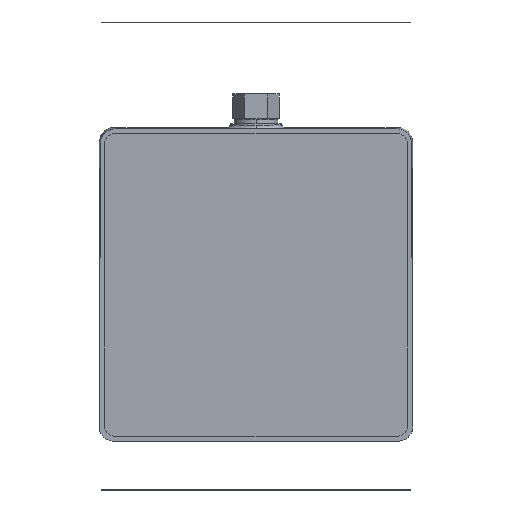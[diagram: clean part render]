
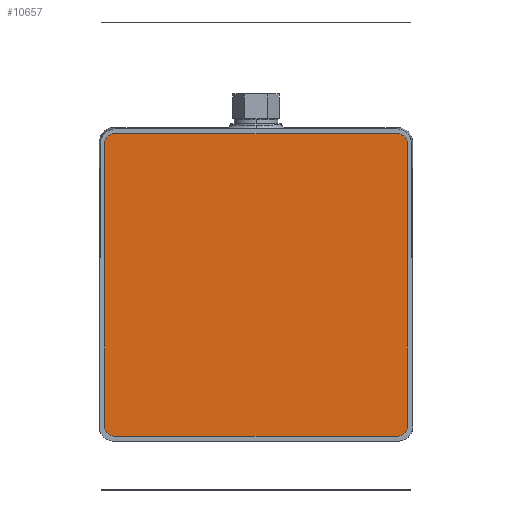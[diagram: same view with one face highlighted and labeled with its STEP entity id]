
A CAD part, front view. The second image highlights one B-rep face of the part: STEP entity #10657.
In plain terms, the highlighted planar face has unit normal (0, -1, 0).
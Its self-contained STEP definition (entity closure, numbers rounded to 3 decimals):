
#464 = DIRECTION ( 'NONE',  ( 0., 1., 0. ) ) ;
#485 = LINE ( 'NONE', #9413, #16585 ) ;
#695 = CIRCLE ( 'NONE', #23368, 5. ) ;
#1152 = DIRECTION ( 'NONE',  ( 0., 1., 0. ) ) ;
#1716 = ORIENTED_EDGE ( 'NONE', *, *, #1773, .F. ) ;
#1773 = EDGE_CURVE ( 'NONE', #17013, #16369, #19911, .T. ) ;
#3043 = AXIS2_PLACEMENT_3D ( 'NONE', #4328, #18393, #6355 ) ;
#3777 = CARTESIAN_POINT ( 'NONE',  ( 83., -15., 6.584 ) ) ;
#4187 = ORIENTED_EDGE ( 'NONE', *, *, #22752, .F. ) ;
#4328 = CARTESIAN_POINT ( 'NONE',  ( -78., -15., 6.584 ) ) ;
#4538 = LINE ( 'NONE', #7908, #15250 ) ;
#4942 = VERTEX_POINT ( 'NONE', #16804 ) ;
#5006 = CARTESIAN_POINT ( 'NONE',  ( 78., -15., 167.584 ) ) ;
#5561 = VECTOR ( 'NONE', #14832, 1000. ) ;
#6034 = CARTESIAN_POINT ( 'NONE',  ( 78., -15., 1.584 ) ) ;
#6039 = AXIS2_PLACEMENT_3D ( 'NONE', #13231, #1152, #15264 ) ;
#6258 = PLANE ( 'NONE',  #3043 ) ;
#6355 = DIRECTION ( 'NONE',  ( 0., 0., 1. ) ) ;
#6619 = LINE ( 'NONE', #19028, #17347 ) ;
#7402 = AXIS2_PLACEMENT_3D ( 'NONE', #12543, #464, #14574 ) ;
#7729 = VERTEX_POINT ( 'NONE', #5006 ) ;
#7908 = CARTESIAN_POINT ( 'NONE',  ( 83., -15., 6.584 ) ) ;
#7967 = DIRECTION ( 'NONE',  ( 0., 1., 0. ) ) ;
#8456 = CIRCLE ( 'NONE', #9042, 5. ) ;
#9042 = AXIS2_PLACEMENT_3D ( 'NONE', #11180, #25247, #13177 ) ;
#9269 = CARTESIAN_POINT ( 'NONE',  ( -83., -15., 6.584 ) ) ;
#9413 = CARTESIAN_POINT ( 'NONE',  ( -78., -15., 1.584 ) ) ;
#10216 = EDGE_CURVE ( 'NONE', #10315, #17013, #485, .T. ) ;
#10315 = VERTEX_POINT ( 'NONE', #6034 ) ;
#10657 = ADVANCED_FACE ( 'NONE', ( #11840 ), #6258, .F. ) ;
#11180 = CARTESIAN_POINT ( 'NONE',  ( 78., -15., 6.584 ) ) ;
#11351 = DIRECTION ( 'NONE',  ( -1., 0., 0. ) ) ;
#11816 = ORIENTED_EDGE ( 'NONE', *, *, #10216, .F. ) ;
#11840 = FACE_OUTER_BOUND ( 'NONE', #18636, .T. ) ;
#12543 = CARTESIAN_POINT ( 'NONE',  ( -78., -15., 6.584 ) ) ;
#12621 = ORIENTED_EDGE ( 'NONE', *, *, #13855, .F. ) ;
#12999 = CARTESIAN_POINT ( 'NONE',  ( 83., -15., 162.584 ) ) ;
#13109 = VERTEX_POINT ( 'NONE', #12999 ) ;
#13177 = DIRECTION ( 'NONE',  ( 0., 0., -1. ) ) ;
#13231 = CARTESIAN_POINT ( 'NONE',  ( 78., -15., 162.584 ) ) ;
#13344 = CARTESIAN_POINT ( 'NONE',  ( -78., -15., 1.584 ) ) ;
#13419 = EDGE_CURVE ( 'NONE', #4942, #18611, #695, .T. ) ;
#13609 = ORIENTED_EDGE ( 'NONE', *, *, #23830, .F. ) ;
#13855 = EDGE_CURVE ( 'NONE', #7729, #13109, #23987, .T. ) ;
#14574 = DIRECTION ( 'NONE',  ( 0., 0., 1. ) ) ;
#14832 = DIRECTION ( 'NONE',  ( 1., 0., 0. ) ) ;
#15250 = VECTOR ( 'NONE', #23955, 1000. ) ;
#15264 = DIRECTION ( 'NONE',  ( 0., 0., 1. ) ) ;
#15450 = ORIENTED_EDGE ( 'NONE', *, *, #23385, .F. ) ;
#15661 = ORIENTED_EDGE ( 'NONE', *, *, #24629, .F. ) ;
#16369 = VERTEX_POINT ( 'NONE', #9269 ) ;
#16585 = VECTOR ( 'NONE', #11351, 1000. ) ;
#16804 = CARTESIAN_POINT ( 'NONE',  ( -83., -15., 162.584 ) ) ;
#16938 = LINE ( 'NONE', #24886, #5561 ) ;
#17013 = VERTEX_POINT ( 'NONE', #13344 ) ;
#17347 = VECTOR ( 'NONE', #20958, 1000. ) ;
#17533 = ORIENTED_EDGE ( 'NONE', *, *, #13419, .F. ) ;
#18393 = DIRECTION ( 'NONE',  ( 0., 1., 0. ) ) ;
#18611 = VERTEX_POINT ( 'NONE', #24284 ) ;
#18636 = EDGE_LOOP ( 'NONE', ( #1716, #11816, #15450, #15661, #12621, #13609, #17533, #4187 ) ) ;
#19028 = CARTESIAN_POINT ( 'NONE',  ( -83., -15., 6.584 ) ) ;
#19911 = CIRCLE ( 'NONE', #7402, 5. ) ;
#20044 = CARTESIAN_POINT ( 'NONE',  ( -78., -15., 162.584 ) ) ;
#20276 = VERTEX_POINT ( 'NONE', #3777 ) ;
#20958 = DIRECTION ( 'NONE',  ( 0., 0., 1. ) ) ;
#22061 = DIRECTION ( 'NONE',  ( 0., 0., 1. ) ) ;
#22752 = EDGE_CURVE ( 'NONE', #16369, #4942, #6619, .T. ) ;
#23368 = AXIS2_PLACEMENT_3D ( 'NONE', #20044, #7967, #22061 ) ;
#23385 = EDGE_CURVE ( 'NONE', #20276, #10315, #8456, .T. ) ;
#23830 = EDGE_CURVE ( 'NONE', #18611, #7729, #16938, .T. ) ;
#23955 = DIRECTION ( 'NONE',  ( 0., 0., -1. ) ) ;
#23987 = CIRCLE ( 'NONE', #6039, 5. ) ;
#24284 = CARTESIAN_POINT ( 'NONE',  ( -78., -15., 167.584 ) ) ;
#24629 = EDGE_CURVE ( 'NONE', #13109, #20276, #4538, .T. ) ;
#24886 = CARTESIAN_POINT ( 'NONE',  ( -78., -15., 167.584 ) ) ;
#25247 = DIRECTION ( 'NONE',  ( 0., 1., 0. ) ) ;
